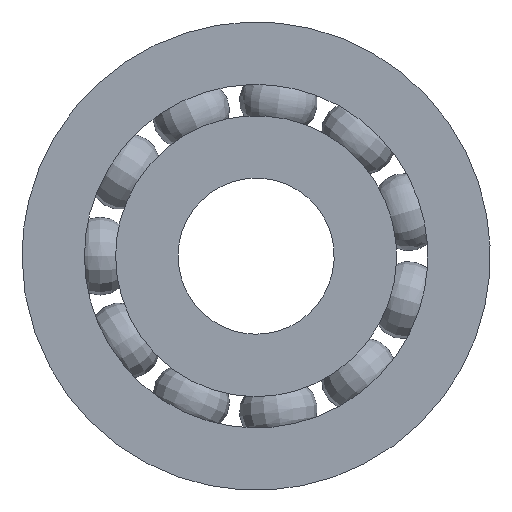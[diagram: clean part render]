
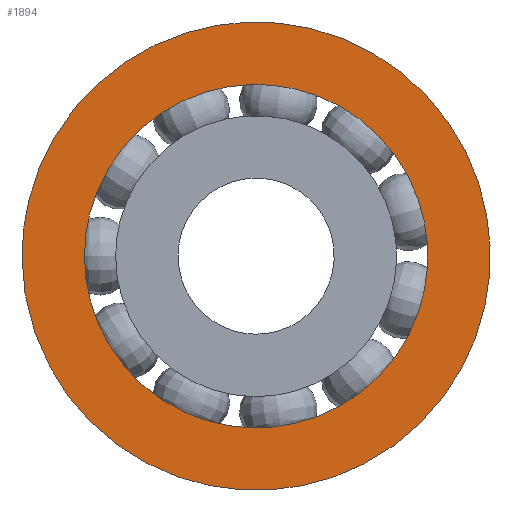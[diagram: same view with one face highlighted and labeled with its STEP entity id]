
A CAD part, front view. The second image highlights one B-rep face of the part: STEP entity #1894.
In plain terms, the highlighted planar face has unit normal (0, -1, 0).
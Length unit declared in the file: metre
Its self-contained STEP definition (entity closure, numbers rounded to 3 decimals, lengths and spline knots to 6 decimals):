
#12 = CARTESIAN_POINT('NONE', (-0.0381, -0.0127, 0.));
#13 = VERTEX_POINT('NONE', #12);
#14 = CARTESIAN_POINT('NONE', (-0.02794, -0.0127, 0.));
#15 = VERTEX_POINT('NONE', #14);
#144 = CARTESIAN_POINT('NONE', (-0.0381, -0.0127, 0.));
#145 = CARTESIAN_POINT('NONE', (-0.0381, -0.0127, -0.0381));
#146 = CARTESIAN_POINT('NONE', (0., -0.0127, -0.0381));
#147 = CARTESIAN_POINT('NONE', (0.0381, -0.0127, -0.0381));
#148 = CARTESIAN_POINT('NONE', (0.0381, -0.0127, 0.));
#149 = CARTESIAN_POINT('NONE', (0.0381, -0.0127, 0.0381));
#150 = CARTESIAN_POINT('NONE', (0., -0.0127, 0.0381));
#151 = CARTESIAN_POINT('NONE', (-0.0381, -0.0127, 0.0381));
#152 = CARTESIAN_POINT('NONE', (-0.0381, -0.0127, 0.));
#153 = (
  BOUNDED_CURVE()
  B_SPLINE_CURVE(2, (#144, #145, #146, #147, #148, #149, #150, #151, #152), .UNSPECIFIED., .F., .F.)
  B_SPLINE_CURVE_WITH_KNOTS((3, 2, 2, 2, 3), (-6.283185, -4.712389, -3.141593, -1.570796, -0), .UNSPECIFIED.)
  CURVE()
  GEOMETRIC_REPRESENTATION_ITEM()
  RATIONAL_B_SPLINE_CURVE((1, 0.707, 1, 0.707, 1, 0.707, 1, 0.707, 1))
  REPRESENTATION_ITEM('NONE')
);
#154 = DIRECTION('NONE', (1, 0, 0));
#155 = VECTOR('NONE', #154, 1);
#156 = CARTESIAN_POINT('NONE', (-0.0381, -0.0127, -0));
#157 = LINE('NONE', #156, #155);
#158 = CARTESIAN_POINT('NONE', (-0.02794, -0.0127, 0.));
#159 = CARTESIAN_POINT('NONE', (-0.02794, -0.0127, -0.02794));
#160 = CARTESIAN_POINT('NONE', (0., -0.0127, -0.02794));
#161 = CARTESIAN_POINT('NONE', (0.02794, -0.0127, -0.02794));
#162 = CARTESIAN_POINT('NONE', (0.02794, -0.0127, 0.));
#163 = CARTESIAN_POINT('NONE', (0.02794, -0.0127, 0.02794));
#164 = CARTESIAN_POINT('NONE', (0., -0.0127, 0.02794));
#165 = CARTESIAN_POINT('NONE', (-0.02794, -0.0127, 0.02794));
#166 = CARTESIAN_POINT('NONE', (-0.02794, -0.0127, 0.));
#167 = (
  BOUNDED_CURVE()
  B_SPLINE_CURVE(2, (#158, #159, #160, #161, #162, #163, #164, #165, #166), .UNSPECIFIED., .F., .F.)
  B_SPLINE_CURVE_WITH_KNOTS((3, 2, 2, 2, 3), (-6.283185, -4.712389, -3.141593, -1.570796, -0), .UNSPECIFIED.)
  CURVE()
  GEOMETRIC_REPRESENTATION_ITEM()
  RATIONAL_B_SPLINE_CURVE((1, 0.707, 1, 0.707, 1, 0.707, 1, 0.707, 1))
  REPRESENTATION_ITEM('NONE')
);
#675 = EDGE_CURVE('NONE', #13, #13, #153, .T.);
#676 = EDGE_CURVE('NONE', #13, #15, #157, .T.);
#677 = EDGE_CURVE('NONE', #15, #15, #167, .T.);
#771 = ORIENTED_EDGE('NONE', *, *, #675, .F.);
#772 = ORIENTED_EDGE('NONE', *, *, #676, .T.);
#773 = ORIENTED_EDGE('NONE', *, *, #677, .T.);
#774 = ORIENTED_EDGE('NONE', *, *, #676, .F.);
#775 = EDGE_LOOP('NONE', (#771, #772, #773, #774));
#1011 = CARTESIAN_POINT('NONE', (0.03302, -0.0127, 0.));
#1012 = DIRECTION('NONE', (0, 1, 0));
#1013 = AXIS2_PLACEMENT_3D('NONE', #1011, #1012, $);
#1014 = PLANE('NONE', #1013);
#1893 = FACE_OUTER_BOUND('NONE', #775, .F.);
#1894 = ADVANCED_FACE('NONE', (#1893), #1014, .F.);
